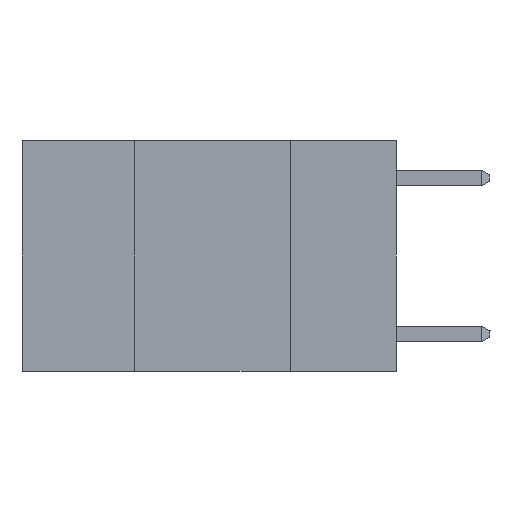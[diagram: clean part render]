
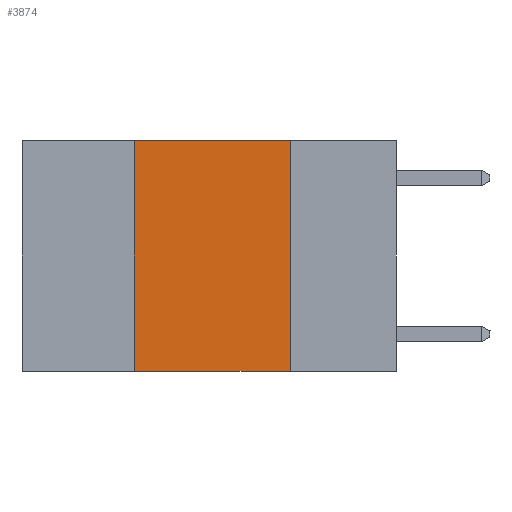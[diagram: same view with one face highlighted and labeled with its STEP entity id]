
A CAD part, left-side view. The second image highlights one B-rep face of the part: STEP entity #3874.
In plain terms, the highlighted planar face has unit normal (-1, 0, 0).
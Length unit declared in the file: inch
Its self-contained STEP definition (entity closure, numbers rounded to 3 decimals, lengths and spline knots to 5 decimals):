
#667 = DIRECTION ( 'NONE',  ( 0., -1., 0. ) ) ;
#1184 = CARTESIAN_POINT ( 'NONE',  ( 0., 0.42, 0. ) ) ;
#1302 = CARTESIAN_POINT ( 'NONE',  ( 0., 0.6, 0. ) ) ;
#2535 = CARTESIAN_POINT ( 'NONE',  ( 0., 0.6, -0.37 ) ) ;
#2543 = CARTESIAN_POINT ( 'NONE',  ( 0., 0.17, 0. ) ) ;
#2662 = VECTOR ( 'NONE', #19149, 39.37008 ) ;
#2946 = FACE_OUTER_BOUND ( 'NONE', #18405, .T. ) ;
#3078 = VERTEX_POINT ( 'NONE', #1184 ) ;
#3874 = ADVANCED_FACE ( 'NONE', ( #2946 ), #15661, .F. ) ;
#4224 = VECTOR ( 'NONE', #9195, 39.37008 ) ;
#6887 = DIRECTION ( 'NONE',  ( 1., 0., 0. ) ) ;
#7297 = DIRECTION ( 'NONE',  ( 0., -1., 0. ) ) ;
#7583 = VERTEX_POINT ( 'NONE', #21945 ) ;
#8643 = CARTESIAN_POINT ( 'NONE',  ( 0., 0.17, 0. ) ) ;
#9195 = DIRECTION ( 'NONE',  ( 0., 0., 1. ) ) ;
#9783 = ORIENTED_EDGE ( 'NONE', *, *, #17854, .F. ) ;
#10248 = ORIENTED_EDGE ( 'NONE', *, *, #20076, .F. ) ;
#10396 = ORIENTED_EDGE ( 'NONE', *, *, #15522, .F. ) ;
#10998 = ORIENTED_EDGE ( 'NONE', *, *, #13168, .T. ) ;
#11402 = VECTOR ( 'NONE', #667, 39.37008 ) ;
#12673 = LINE ( 'NONE', #17892, #21448 ) ;
#13168 = EDGE_CURVE ( 'NONE', #16521, #7583, #16554, .T. ) ;
#14268 = LINE ( 'NONE', #19617, #4224 ) ;
#15522 = EDGE_CURVE ( 'NONE', #16521, #3078, #14268, .T. ) ;
#15661 = PLANE ( 'NONE',  #16290 ) ;
#15792 = LINE ( 'NONE', #8643, #2662 ) ;
#16290 = AXIS2_PLACEMENT_3D ( 'NONE', #1302, #6887, #19209 ) ;
#16521 = VERTEX_POINT ( 'NONE', #22257 ) ;
#16554 = LINE ( 'NONE', #2535, #11402 ) ;
#17854 = EDGE_CURVE ( 'NONE', #22198, #7583, #15792, .T. ) ;
#17892 = CARTESIAN_POINT ( 'NONE',  ( 0., 0.6, 0. ) ) ;
#18405 = EDGE_LOOP ( 'NONE', ( #9783, #10248, #10396, #10998 ) ) ;
#19149 = DIRECTION ( 'NONE',  ( 0., 0., -1. ) ) ;
#19209 = DIRECTION ( 'NONE',  ( 0., 0., -1. ) ) ;
#19617 = CARTESIAN_POINT ( 'NONE',  ( 0., 0.42, 0. ) ) ;
#20076 = EDGE_CURVE ( 'NONE', #3078, #22198, #12673, .T. ) ;
#21448 = VECTOR ( 'NONE', #7297, 39.37008 ) ;
#21945 = CARTESIAN_POINT ( 'NONE',  ( 0., 0.17, -0.37 ) ) ;
#22198 = VERTEX_POINT ( 'NONE', #2543 ) ;
#22257 = CARTESIAN_POINT ( 'NONE',  ( 0., 0.42, -0.37 ) ) ;
